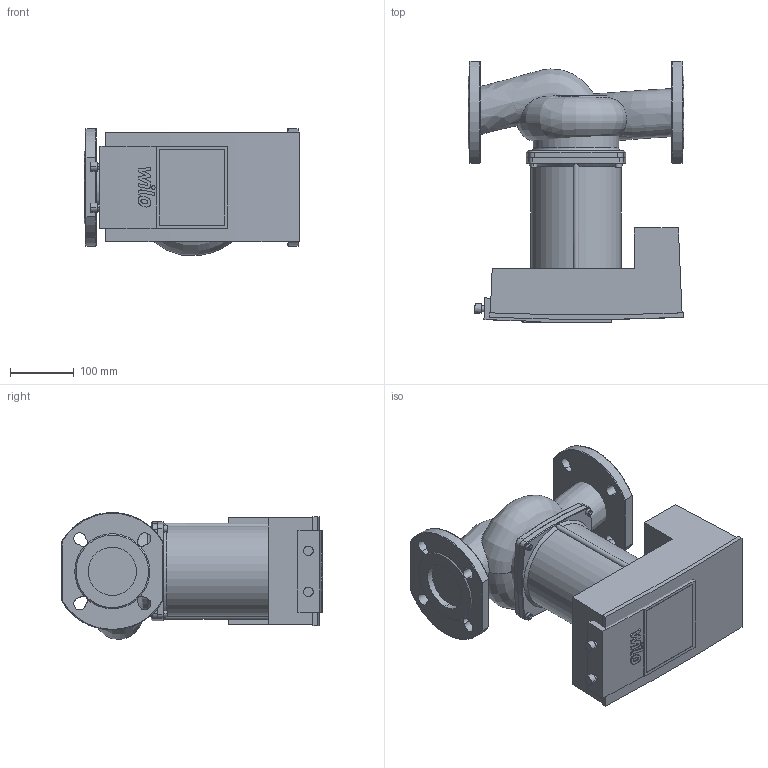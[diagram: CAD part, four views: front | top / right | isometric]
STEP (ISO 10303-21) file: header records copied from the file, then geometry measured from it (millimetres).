
FILE_DESCRIPTION((''),'2;1');
FILE_NAME('3d_YonosMAXO65_0_5-12PN6_10-2120654.stp','2016-08-29T10:29:01',(''),(''),'Mechanical Desktop 2009','Mechanical Desktop 2009',', , ');
FILE_SCHEMA(('CONFIG_CONTROL_DESIGN'));
Length unit declared in the file: millimetre
Products named in the file (1): Product
Bounding box: 340 x 411.11 x 199.84 mm (x, y, z)
Volume: 12881965.6 mm3; surface area: 741195.8 mm2
Topology: 11 solids, 11 shells, 259 faces, 632 edges, 407 vertices
Faces by surface type: plane 109, bspline 59, cylinder 59, cone 20, torus 12
Entity records: 16809 total; most frequent: CARTESIAN_POINT 10817, ORIENTED_EDGE 1264, DIRECTION 1138, EDGE_CURVE 632, VERTEX_POINT 407, AXIS2_PLACEMENT_3D 406, VECTOR 326, LINE 326
